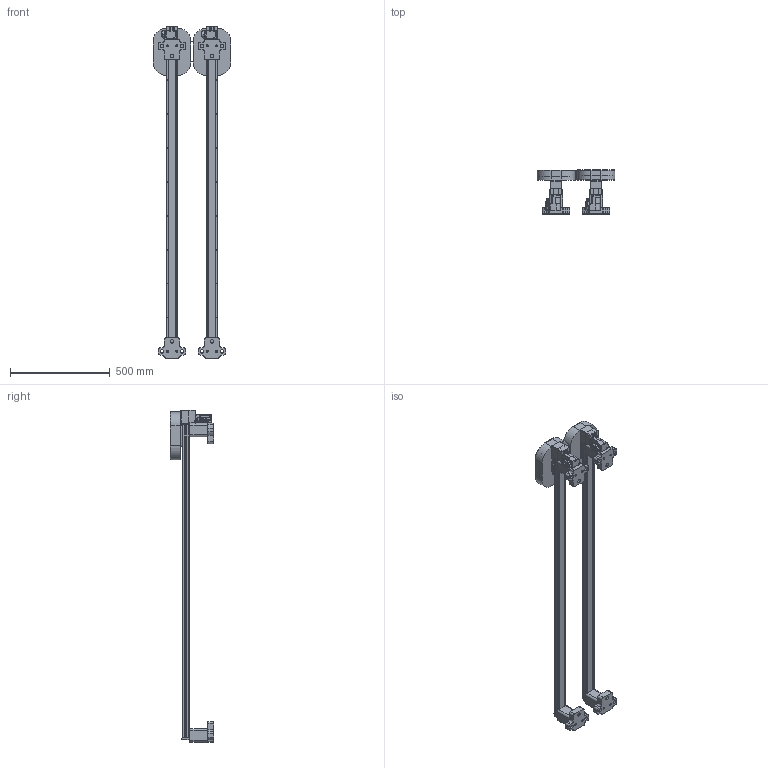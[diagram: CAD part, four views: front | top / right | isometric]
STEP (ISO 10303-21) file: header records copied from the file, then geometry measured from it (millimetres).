
FILE_DESCRIPTION(/* description */ (''),/* implementation_level */ '2;1');
FILE_NAME(/* name */ 'smctrak_part.stp',/* time_stamp */ '2020-07-03T18:44:13+01:00',/* author */ ('romanp'),/* organization */ (''),/* preprocessor_version */ 'ST-DEVELOPER v17',/* originating_system */ 'Autodesk Inventor 2019',/* authorisation */ '');
FILE_SCHEMA (('AUTOMOTIVE_DESIGN { 1 0 10303 214 3 1 1 }'));
Length unit declared in the file: millimetre
Products named in the file (11): Assembly_all_1; LEFB25UNZS-1400C; LEFB25UNZS-1400C.step_LEFB_Body_25; LEFB25UNZS-1400C.step_Housing_A_25; LEFB25UNZS-1400C.step_Housing_B_25; LEFB25UNZS-1400C.step_LEFB_Table_25; LEFB25UNZS-1400C.step_Motor_Mount_25NZ; 8LVA13_B1015D000_0_2; Assembly1; Part2; fawfawf
Assembly tree (15 placements, depth 3):
  Assembly_all_1
    fawfawf  x4
    LEFB25UNZS-1400C  x2
      LEFB25UNZS-1400C.step_LEFB_Body_25
      LEFB25UNZS-1400C.step_Housing_A_25
      LEFB25UNZS-1400C.step_Housing_B_25
      LEFB25UNZS-1400C.step_LEFB_Table_25
      LEFB25UNZS-1400C.step_Motor_Mount_25NZ
      8LVA13_B1015D000_0_2
    Assembly1  x2
      Part2
Bounding box: 390 x 218 x 1663 mm (x, y, z)
Volume: 11202880.9 mm3; surface area: 1332943.8 mm2
Topology: 18 solids, 18 shells, 1958 faces, 5244 edges, 3456 vertices
Faces by surface type: plane 1148, cylinder 636, bspline 76, cone 58, torus 32, sphere 8
Full cylindrical faces by diameter (mm): 2.46 x2, 3 x2, 3.2 x2, 3.3 x10, 4.2 x8, 4.5 x44, 5 x20, 5.5 x14, 5.6 x8, 5.9 x8, 6 x6, 7 x4, 7.4 x4, 7.64 x2, 7.8 x8, 8 x2, 10 x18, 10.72 x2, 12 x4, 12.7 x4, 14 x4, 16.1 x4, 18 x12, 30 x2
Entity records: 36354 total; most frequent: CARTESIAN_POINT 12032, ORIENTED_EDGE 4994, DIRECTION 4872, EDGE_CURVE 2497, AXIS2_PLACEMENT_3D 1717, VERTEX_POINT 1654, LINE 1438, VECTOR 1438
